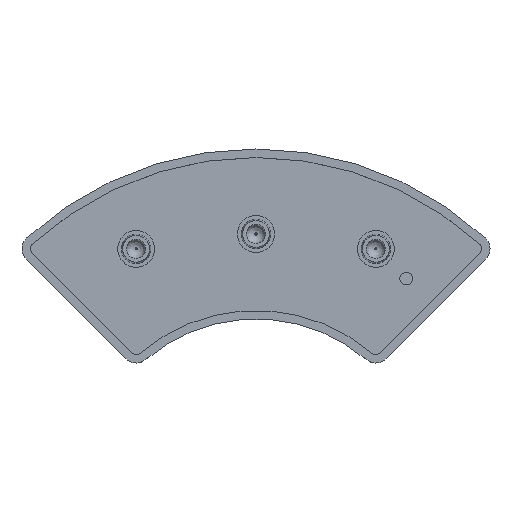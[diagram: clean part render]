
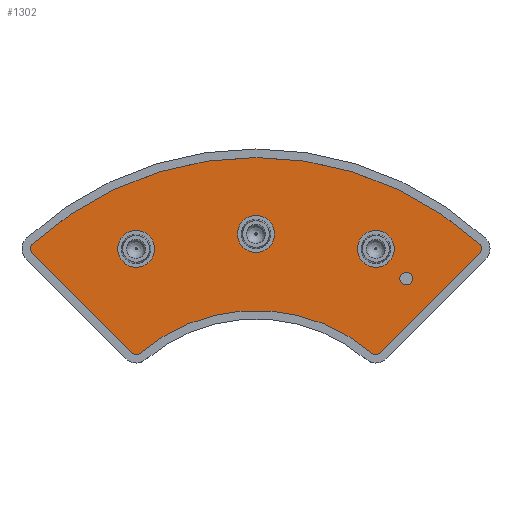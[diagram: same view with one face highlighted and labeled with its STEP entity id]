
A CAD part, top view. The second image highlights one B-rep face of the part: STEP entity #1302.
In plain terms, the highlighted planar face has unit normal (0, 0, 1).
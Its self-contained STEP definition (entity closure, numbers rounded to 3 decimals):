
#189=CARTESIAN_POINT('',(-31.282,-6.586,-2.));
#190=VERTEX_POINT('',#189);
#191=CARTESIAN_POINT('',(-28.206,-3.51,-2.));
#192=DIRECTION('',(0.,0.,-1.0));
#193=DIRECTION('',(-0.707,-0.707,0.));
#194=AXIS2_PLACEMENT_3D('',#191,#192,#193);
#195=CIRCLE('',#194,4.35);
#196=EDGE_CURVE('',#190,#190,#195,.T.);
#434=CARTESIAN_POINT('',(31.282,-6.586,-2.));
#435=VERTEX_POINT('',#434);
#436=CARTESIAN_POINT('',(28.206,-3.51,-2.));
#437=DIRECTION('',(0.,0.,-1.0));
#438=DIRECTION('',(0.707,-0.707,0.));
#439=AXIS2_PLACEMENT_3D('',#436,#437,#438);
#440=CIRCLE('',#439,4.35);
#441=EDGE_CURVE('',#435,#435,#440,.T.);
#1065=CARTESIAN_POINT('',(-29.245,-27.926,-2.0));
#1066=VERTEX_POINT('',#1065);
#1067=CARTESIAN_POINT('',(-27.213,-28.008,-2.0));
#1068=VERTEX_POINT('',#1067);
#1069=CARTESIAN_POINT('',(-28.185,-26.866,-2.0));
#1070=DIRECTION('',(0.0,0.0,1.0));
#1071=DIRECTION('',(-0.04,-0.999,0.0));
#1072=AXIS2_PLACEMENT_3D('',#1069,#1070,#1071);
#1073=CIRCLE('',#1072,1.5);
#1074=EDGE_CURVE('',#1066,#1068,#1073,.T.);
#1108=CARTESIAN_POINT('',(-52.623,-4.549,-2.0));
#1109=VERTEX_POINT('',#1108);
#1110=CARTESIAN_POINT('',(-52.623,-4.549,-2.0));
#1111=DIRECTION('',(0.707,-0.707,0.0));
#1112=VECTOR('',#1111,33.061);
#1113=LINE('',#1110,#1112);
#1114=EDGE_CURVE('',#1109,#1066,#1113,.T.);
#1138=CARTESIAN_POINT('',(52.623,-4.549,-2.0));
#1139=VERTEX_POINT('',#1138);
#1140=CARTESIAN_POINT('',(52.573,-2.38,-2.0));
#1141=VERTEX_POINT('',#1140);
#1142=CARTESIAN_POINT('',(51.562,-3.488,-2.0));
#1143=DIRECTION('',(0.0,0.0,1.0));
#1144=DIRECTION('',(1.,0.023,0.0));
#1145=AXIS2_PLACEMENT_3D('',#1142,#1143,#1144);
#1146=CIRCLE('',#1145,1.5);
#1147=EDGE_CURVE('',#1139,#1141,#1146,.T.);
#1181=CARTESIAN_POINT('',(29.245,-27.926,-2.0));
#1182=VERTEX_POINT('',#1181);
#1183=CARTESIAN_POINT('',(29.245,-27.926,-2.0));
#1184=DIRECTION('',(0.707,0.707,0.0));
#1185=VECTOR('',#1184,33.061);
#1186=LINE('',#1183,#1185);
#1187=EDGE_CURVE('',#1182,#1139,#1186,.T.);
#1211=CARTESIAN_POINT('',(27.213,-28.008,-2.0));
#1212=VERTEX_POINT('',#1211);
#1213=CARTESIAN_POINT('',(28.185,-26.866,-2.0));
#1214=DIRECTION('',(0.0,0.0,1.0));
#1215=DIRECTION('',(0.04,-0.999,0.0));
#1216=AXIS2_PLACEMENT_3D('',#1213,#1214,#1215);
#1217=CIRCLE('',#1216,1.5);
#1218=EDGE_CURVE('',#1212,#1182,#1217,.T.);
#1239=CARTESIAN_POINT('',(0.,-5.757,-2.0));
#1240=DIRECTION('',(0.0,0.0,1.0));
#1241=DIRECTION('',(1.0,0.0,0.0));
#1242=AXIS2_PLACEMENT_3D('',#1239,#1240,#1241);
#1243=PLANE('',#1242);
#1244=ORIENTED_EDGE('',*,*,#1074,.T.);
#1245=CARTESIAN_POINT('',(0.0,-60.0,-2.0));
#1246=DIRECTION('',(0.0,0.0,-1.0));
#1247=DIRECTION('',(-0.673,-0.74,0.0));
#1248=AXIS2_PLACEMENT_3D('',#1245,#1246,#1247);
#1249=CIRCLE('',#1248,42.0);
#1250=EDGE_CURVE('',#1068,#1212,#1249,.T.);
#1251=ORIENTED_EDGE('',*,*,#1250,.T.);
#1252=ORIENTED_EDGE('',*,*,#1218,.T.);
#1253=ORIENTED_EDGE('',*,*,#1187,.T.);
#1254=ORIENTED_EDGE('',*,*,#1147,.T.);
#1255=CARTESIAN_POINT('',(-52.573,-2.38,-2.0));
#1256=VERTEX_POINT('',#1255);
#1257=CARTESIAN_POINT('',(0.0,-60.0,-2.0));
#1258=DIRECTION('',(0.0,0.0,1.0));
#1259=DIRECTION('',(0.689,0.725,0.0));
#1260=AXIS2_PLACEMENT_3D('',#1257,#1258,#1259);
#1261=CIRCLE('',#1260,78.0);
#1262=EDGE_CURVE('',#1141,#1256,#1261,.T.);
#1263=ORIENTED_EDGE('',*,*,#1262,.T.);
#1264=CARTESIAN_POINT('',(-51.562,-3.488,-2.0));
#1265=DIRECTION('',(0.0,0.0,1.0));
#1266=DIRECTION('',(-1.,0.023,0.0));
#1267=AXIS2_PLACEMENT_3D('',#1264,#1265,#1266);
#1268=CIRCLE('',#1267,1.5);
#1269=EDGE_CURVE('',#1256,#1109,#1268,.T.);
#1270=ORIENTED_EDGE('',*,*,#1269,.T.);
#1271=ORIENTED_EDGE('',*,*,#1114,.T.);
#1272=EDGE_LOOP('',(#1244,#1251,#1252,#1253,#1254,#1263,#1270,#1271));
#1273=FACE_OUTER_BOUND('',#1272,.T.);
#1274=ORIENTED_EDGE('',*,*,#196,.T.);
#1275=EDGE_LOOP('',(#1274));
#1276=FACE_BOUND('',#1275,.T.);
#1277=ORIENTED_EDGE('',*,*,#441,.T.);
#1278=EDGE_LOOP('',(#1277));
#1279=FACE_BOUND('',#1278,.T.);
#1280=CARTESIAN_POINT('',(4.35,0.0,-2.));
#1281=VERTEX_POINT('',#1280);
#1282=CARTESIAN_POINT('',(0.0,0.0,-2.0));
#1283=DIRECTION('',(0.0,0.0,-1.0));
#1284=DIRECTION('',(1.0,0.0,0.0));
#1285=AXIS2_PLACEMENT_3D('',#1282,#1283,#1284);
#1286=CIRCLE('',#1285,4.35);
#1287=EDGE_CURVE('',#1281,#1281,#1286,.T.);
#1288=ORIENTED_EDGE('',*,*,#1287,.T.);
#1289=EDGE_LOOP('',(#1288));
#1290=FACE_BOUND('',#1289,.T.);
#1291=CARTESIAN_POINT('',(36.855,-10.503,-2.0));
#1292=VERTEX_POINT('',#1291);
#1293=CARTESIAN_POINT('',(35.355,-10.503,-2.0));
#1294=DIRECTION('',(0.0,0.0,-1.0));
#1295=DIRECTION('',(-1.0,0.0,0.0));
#1296=AXIS2_PLACEMENT_3D('',#1293,#1294,#1295);
#1297=CIRCLE('',#1296,1.5);
#1298=EDGE_CURVE('',#1292,#1292,#1297,.T.);
#1299=ORIENTED_EDGE('',*,*,#1298,.T.);
#1300=EDGE_LOOP('',(#1299));
#1301=FACE_BOUND('',#1300,.T.);
#1302=ADVANCED_FACE('',(#1273,#1276,#1279,#1290,#1301),#1243,.T.);
